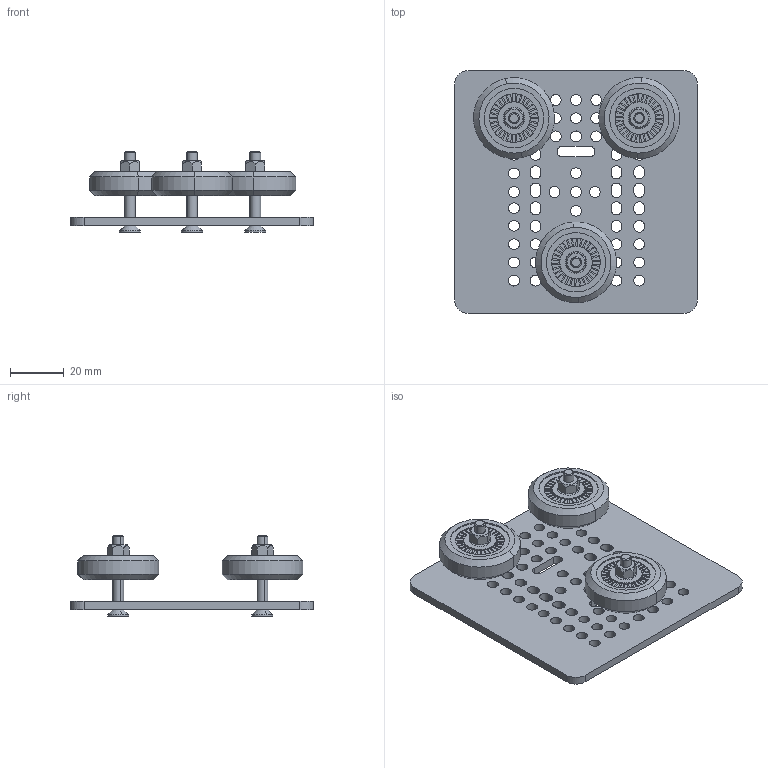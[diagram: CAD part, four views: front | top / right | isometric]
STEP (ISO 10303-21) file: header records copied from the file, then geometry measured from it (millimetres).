
FILE_DESCRIPTION (( 'STEP AP203' ), '1' );
FILE_NAME ('new_bracket_Default_sldprt.STEP', '2024-05-13T12:08:24', ( '' ), ( '' ), 'SwSTEP 2.0', 'SolidWorks 2023', '' );
FILE_SCHEMA (( 'CONFIG_CONTROL_DESIGN' ));
Products named in the file (1): new_bracket_Default_sldprt
Bounding box: 90 x 90 x 30 mm (x, y, z)
Volume: 39245.9 mm3; surface area: 27028.3 mm2
Topology: 10 solids, 10 shells, 1954 faces, 4194 edges, 2281 vertices
Faces by surface type: plane 1546, cylinder 336, cone 66, torus 6
Entity records: 51725 total; most frequent: DIRECTION 9508, CARTESIAN_POINT 8832, ORIENTED_EDGE 8376, EDGE_CURVE 4188, AXIS2_PLACEMENT_3D 3425, VECTOR 2658, LINE 2658, VERTEX_POINT 2281
